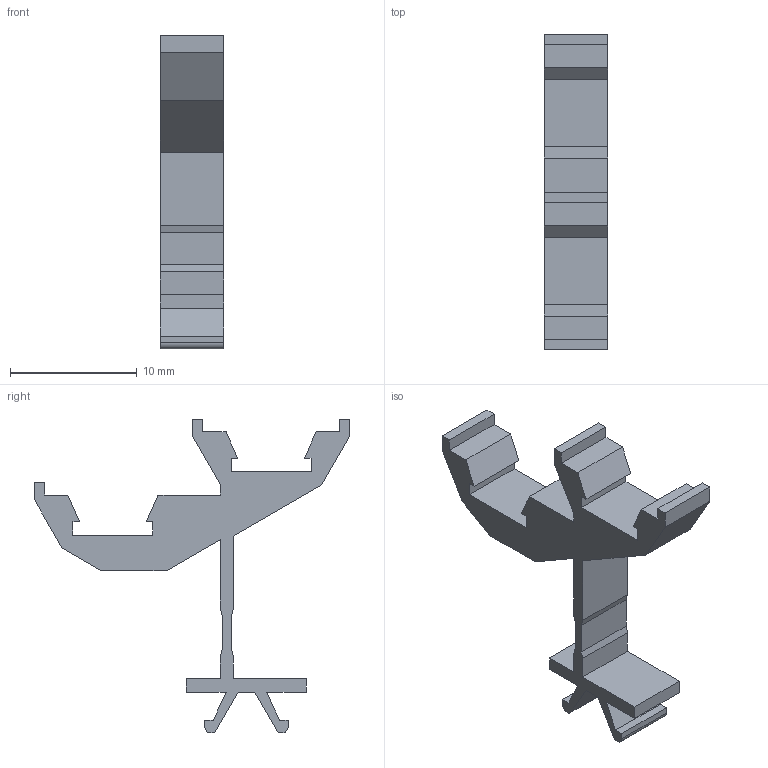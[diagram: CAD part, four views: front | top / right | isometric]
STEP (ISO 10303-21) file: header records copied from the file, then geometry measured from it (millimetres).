
FILE_DESCRIPTION(('Creo Elements/Direct Modeling STEP Export'),'2;1');
FILE_NAME('model.stp','2018-06-29T15:25:14',(''),(''),'Creo Elements/Direct Modeling STEP processor for AP214 (Solid Model)','Creo Elements/Direct Modeling 18.1I 14-Aug-2016 (C) Parametric Technology GmbH','');
FILE_SCHEMA(('AUTOMOTIVE_DESIGN { 1 0 10303 214 1 1 1 1 }'));
Length unit declared in the file: millimetre
Products named in the file (2): STP_5_2_zb_select
Assembly tree (1 placements, depth 2):
  STP_5_2_zb_select
    STP_5_2_zb_select
Bounding box: 5 x 24.9 x 24.8 mm (x, y, z)
Volume: 614.8 mm3; surface area: 952.3 mm2
Topology: 1 solids, 1 shells, 64 faces, 186 edges, 124 vertices
Faces by surface type: plane 62, cylinder 2
Entity records: 2626 total; most frequent: CARTESIAN_POINT 375, ORIENTED_EDGE 372, DIRECTION 320, EDGE_CURVE 186, VECTOR 182, LINE 182, VERTEX_POINT 124, AXIS2_PLACEMENT_3D 69
